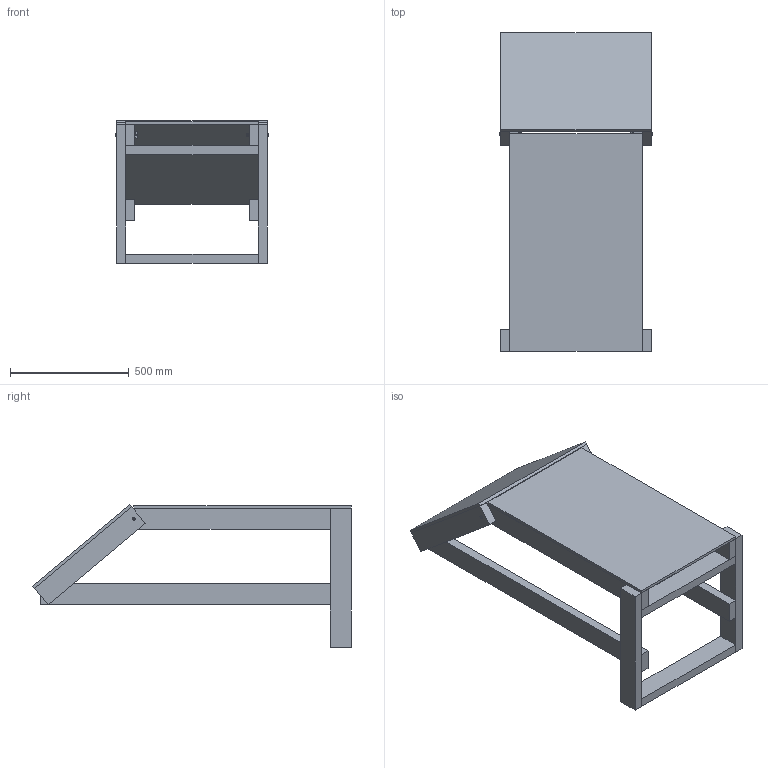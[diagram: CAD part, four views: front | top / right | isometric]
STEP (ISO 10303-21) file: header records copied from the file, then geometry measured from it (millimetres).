
FILE_DESCRIPTION (( 'STEP AP214' ), '1' );
FILE_NAME ('TE-24000.STEP', '2023-12-21T22:42:42', ( '' ), ( '' ), 'SwSTEP 2.0', 'SolidWorks 2022', '' );
FILE_SCHEMA (( 'AUTOMOTIVE_DESIGN' ));
Length unit declared in the file: inch
Products named in the file (13): TE-24001; TE-24000; TE-24002; TE-24008; TE-24009; TE-24010; TE-24004; TE-24007; TE-24003; TE-24006; TE-24005; Configurable Bolt_Hex Head 3.5" Long; wing_.25_20_90866A029
Assembly tree (19 placements, depth 3):
  TE-24000
    Configurable Bolt_Hex Head 3.5" Long  x2
    wing_.25_20_90866A029  x2
    TE-24001
      TE-24002  x2
      TE-24003  x2
    TE-24004
      TE-24005  x2
      TE-24006
    TE-24010  x2
    TE-24007
      TE-24008  x2
      TE-24009
Bounding box: 642.92 x 1339.78 x 599.25 mm (x, y, z)
Volume: 36616339.5 mm3; surface area: 3826183.9 mm2
Topology: 16 solids, 16 shells, 272 faces, 626 edges, 394 vertices
Faces by surface type: plane 128, cylinder 70, torus 44, cone 30
Entity records: 4692 total; most frequent: CARTESIAN_POINT 849, DIRECTION 744, ORIENTED_EDGE 650, EDGE_CURVE 325, AXIS2_PLACEMENT_3D 288, VERTEX_POINT 205, LINE 168, VECTOR 168
